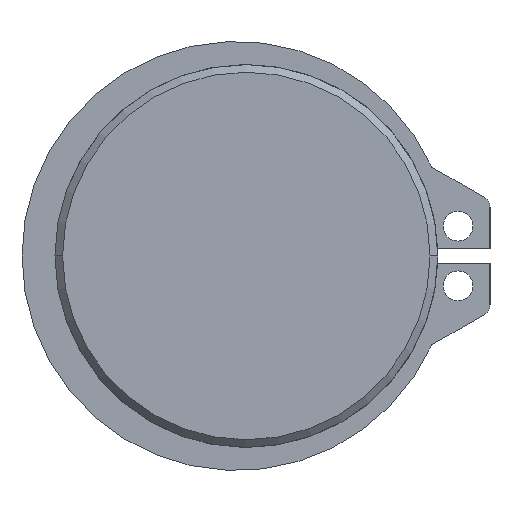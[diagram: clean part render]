
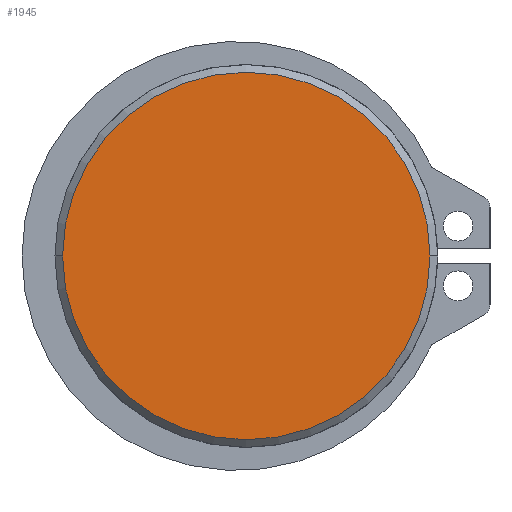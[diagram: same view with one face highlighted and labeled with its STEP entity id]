
A CAD part, left-side view. The second image highlights one B-rep face of the part: STEP entity #1945.
In plain terms, the highlighted planar face has unit normal (-1, 0, 0).
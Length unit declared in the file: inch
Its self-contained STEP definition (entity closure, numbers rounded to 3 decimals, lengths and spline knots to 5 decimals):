
#802=CARTESIAN_POINT('',(-1.7815,0.,0.));
#803=DIRECTION('',(-1.,0.,0.));
#804=DIRECTION('',(0.,1.,0.));
#805=AXIS2_PLACEMENT_3D('',#802,#803,#804);
#810=CARTESIAN_POINT('',(-1.7815,0.,0.));
#811=DIRECTION('',(1.,0.,0.));
#812=DIRECTION('',(0.,1.,0.));
#813=AXIS2_PLACEMENT_3D('',#810,#811,#812);
#819=CARTESIAN_POINT('',(-1.7815,0.48,0.));
#821=VERTEX_POINT('',#819);
#827=CARTESIAN_POINT('',(-1.7815,-0.48,0.));
#829=VERTEX_POINT('',#827);
#1936=CARTESIAN_POINT('',(-1.7815,0.,0.));
#1937=DIRECTION('',(1.,0.,0.));
#1938=DIRECTION('',(0.,-1.,0.));
#1939=AXIS2_PLACEMENT_3D('',#1936,#1937,#1938);
#1940=PLANE('',#1939);
#1941=ORIENTED_EDGE('',*,*,#1915,.F.);
#1942=ORIENTED_EDGE('',*,*,#1931,.T.);
#1943=EDGE_LOOP('',(#1941,#1942));
#1944=FACE_OUTER_BOUND('',#1943,.F.);
#1945=ADVANCED_FACE('',(#1944),#1940,.F.);
#806=CIRCLE('',#805,0.48);
#814=CIRCLE('',#813,0.48);
#1915=EDGE_CURVE('',#821,#829,#806,.T.);
#1931=EDGE_CURVE('',#821,#829,#814,.T.);
